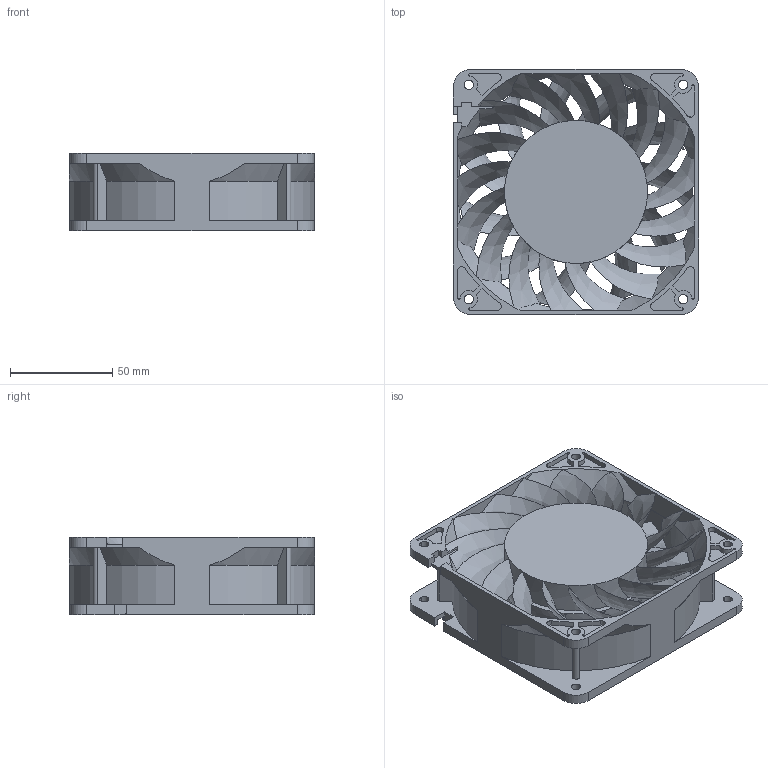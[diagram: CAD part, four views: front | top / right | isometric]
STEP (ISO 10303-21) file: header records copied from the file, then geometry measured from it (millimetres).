
FILE_DESCRIPTION((''),'2;1');
FILE_NAME('1238ASM_ASM','2017-11-22T',('DJOKOVIC.LIU'),(''),'PRO/ENGINEER BY PARAMETRIC TECHNOLOGY CORPORATION, 2012480','PRO/ENGINEER BY PARAMETRIC TECHNOLOGY CORPORATION, 2012480','');
FILE_SCHEMA(('CONFIG_CONTROL_DESIGN'));
Length unit declared in the file: millimetre
Products named in the file (3): PRT0004; PRT0008; 1238ASM_ASM
Assembly tree (2 placements, depth 2):
  1238ASM_ASM
    PRT0004
    PRT0008
Bounding box: 120 x 120 x 38 mm (x, y, z)
Volume: 117263.5 mm3; surface area: 101649.9 mm2
Topology: 2 solids, 2 shells, 356 faces, 1076 edges, 706 vertices
Faces by surface type: cylinder 126, plane 124, bspline 58, cone 33, revolution 13, torus 2
Entity records: 16403 total; most frequent: CARTESIAN_POINT 7127, ORIENTED_EDGE 2152, DIRECTION 1673, EDGE_CURVE 1076, VERTEX_POINT 706, AXIS2_PLACEMENT_3D 661, EDGE_LOOP 388, B_SPLINE_CURVE_WITH_KNOTS 380
